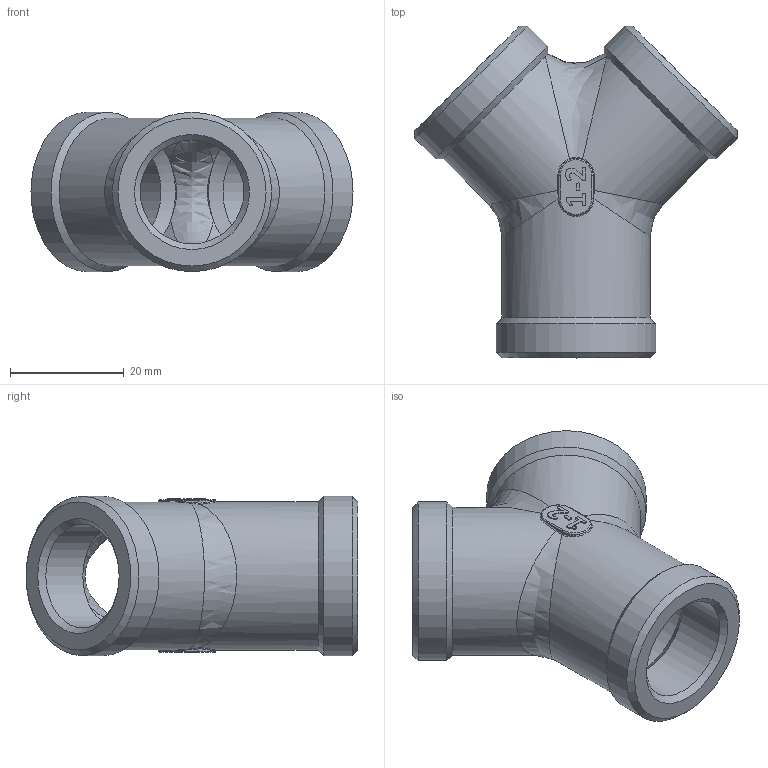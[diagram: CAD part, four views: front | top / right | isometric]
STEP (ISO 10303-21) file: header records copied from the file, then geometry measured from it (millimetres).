
FILE_DESCRIPTION(/* description */ ('Unknown'),/* implementation_level */ '2;1');
FILE_NAME(/* name */ '20201124-R-308-L-013-DN15',/* time_stamp */ '2020-11-24T09:41:46+08:00',/* author */ ('Unknown'),/* organization */ ('Unknown'),/* preprocessor_version */ 'ST-DEVELOPER v16.7',/* originating_system */ 'DEX',/* authorisation */ $);
FILE_SCHEMA (('AUTOMOTIVE_DESIGN {1 0 10303 214 3 1 1}'));
Length unit declared in the file: millimetre
Products named in the file (1): R-308-DN15
Bounding box: 56.57 x 58.28 x 28 mm (x, y, z)
Volume: 16437.9 mm3; surface area: 11271.5 mm2
Topology: 1 solids, 1 shells, 118 faces, 295 edges, 175 vertices
Faces by surface type: bspline 45, cylinder 30, plane 27, cone 12, torus 4
Full cylindrical faces by diameter (mm): 18.2 x3, 21.8 x1, 26 x1, 28 x3
Entity records: 5419 total; most frequent: CARTESIAN_POINT 3088, ORIENTED_EDGE 526, DIRECTION 346, EDGE_CURVE 263, VERTEX_POINT 169, EDGE_LOOP 144, FACE_BOUND 144, AXIS2_PLACEMENT_3D 134
